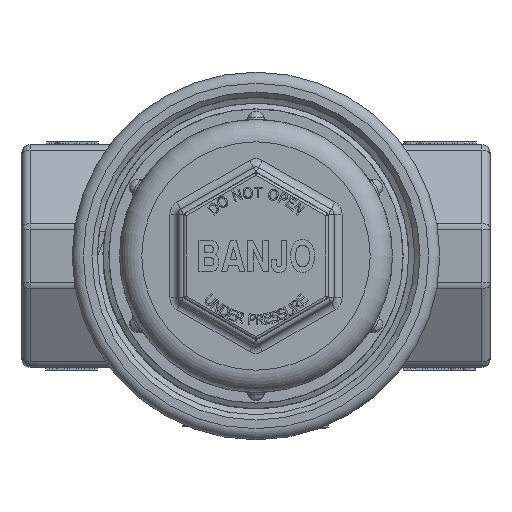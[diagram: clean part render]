
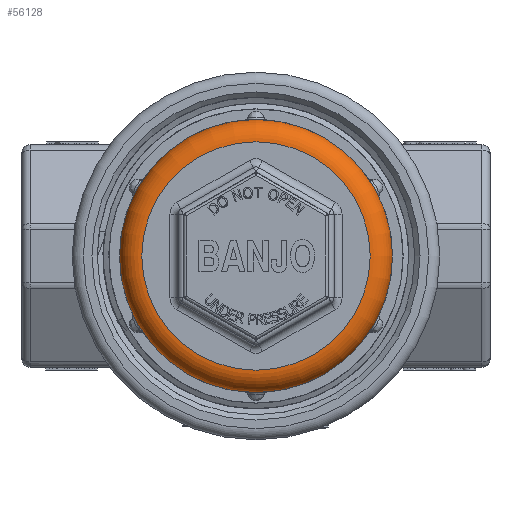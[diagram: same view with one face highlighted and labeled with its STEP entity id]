
A CAD part, front view. The second image highlights one B-rep face of the part: STEP entity #56128.
In plain terms, the highlighted toroidal (fillet/blend) face has major radius 32.544 mm and minor radius 6.35 mm.
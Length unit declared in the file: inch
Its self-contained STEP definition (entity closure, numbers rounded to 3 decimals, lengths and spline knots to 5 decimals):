
#171=TOROIDAL_SURFACE('',#59372,1.28125,0.25);
#4022=CIRCLE('',#59236,1.28125);
#4023=CIRCLE('',#59237,1.28125);
#4085=CIRCLE('',#59344,1.53125);
#4086=CIRCLE('',#59345,1.53125);
#4087=CIRCLE('',#59346,1.53125);
#4101=CIRCLE('',#59373,0.25);
#6267=FACE_OUTER_BOUND('',#9503,.T.);
#9503=EDGE_LOOP('',(#42242,#42243,#42244,#42245,#42246,#42247,#42248));
#23858=VERTEX_POINT('',#86127);
#23859=VERTEX_POINT('',#86128);
#23922=VERTEX_POINT('',#88161);
#23923=VERTEX_POINT('',#88163);
#23924=VERTEX_POINT('',#88165);
#30393=EDGE_CURVE('',#23858,#23859,#4022,.T.);
#30394=EDGE_CURVE('',#23859,#23858,#4023,.T.);
#30515=EDGE_CURVE('',#23922,#23923,#4085,.T.);
#30516=EDGE_CURVE('',#23923,#23924,#4086,.T.);
#30517=EDGE_CURVE('',#23924,#23922,#4087,.T.);
#30568=EDGE_CURVE('',#23923,#23859,#4101,.T.);
#42242=ORIENTED_EDGE('',*,*,#30517,.F.);
#42243=ORIENTED_EDGE('',*,*,#30516,.F.);
#42244=ORIENTED_EDGE('',*,*,#30568,.T.);
#42245=ORIENTED_EDGE('',*,*,#30394,.T.);
#42246=ORIENTED_EDGE('',*,*,#30393,.T.);
#42247=ORIENTED_EDGE('',*,*,#30568,.F.);
#42248=ORIENTED_EDGE('',*,*,#30515,.F.);
#56128=ADVANCED_FACE('',(#6267),#171,.T.);
#59236=AXIS2_PLACEMENT_3D('',#86129,#65532,#65533);
#59237=AXIS2_PLACEMENT_3D('',#86130,#65534,#65535);
#59344=AXIS2_PLACEMENT_3D('',#88164,#65790,#65791);
#59345=AXIS2_PLACEMENT_3D('',#88166,#65792,#65793);
#59346=AXIS2_PLACEMENT_3D('',#88167,#65794,#65795);
#59372=AXIS2_PLACEMENT_3D('',#91068,#65851,#65852);
#59373=AXIS2_PLACEMENT_3D('',#91069,#65853,#65854);
#65532=DIRECTION('center_axis',(0.,1.,0.));
#65533=DIRECTION('ref_axis',(-1.,0.,0.));
#65534=DIRECTION('center_axis',(0.,1.,0.));
#65535=DIRECTION('ref_axis',(-1.,0.,0.));
#65790=DIRECTION('center_axis',(0.,1.,0.));
#65791=DIRECTION('ref_axis',(-1.,0.,0.));
#65792=DIRECTION('center_axis',(0.,1.,0.));
#65793=DIRECTION('ref_axis',(-1.,0.,0.));
#65794=DIRECTION('center_axis',(0.,1.,0.));
#65795=DIRECTION('ref_axis',(-1.,0.,0.));
#65851=DIRECTION('center_axis',(0.,1.,0.));
#65852=DIRECTION('ref_axis',(0.,0.,1.));
#65853=DIRECTION('center_axis',(-1.,0.,0.));
#65854=DIRECTION('ref_axis',(0.,0.,-1.));
#86127=CARTESIAN_POINT('',(-1.28125,-6.785,0.));
#86128=CARTESIAN_POINT('',(0.,-6.785,-1.28125));
#86129=CARTESIAN_POINT('Origin',(0.,-6.785,0.));
#86130=CARTESIAN_POINT('Origin',(0.,-6.785,0.));
#88161=CARTESIAN_POINT('',(1.53125,-6.535,0.));
#88163=CARTESIAN_POINT('',(0.,-6.535,-1.53125));
#88164=CARTESIAN_POINT('Origin',(0.,-6.535,0.));
#88165=CARTESIAN_POINT('',(-1.53125,-6.535,0.));
#88166=CARTESIAN_POINT('Origin',(0.,-6.535,0.));
#88167=CARTESIAN_POINT('Origin',(0.,-6.535,0.));
#91068=CARTESIAN_POINT('Origin',(0.,-6.535,0.));
#91069=CARTESIAN_POINT('Origin',(0.,-6.535,-1.28125));
